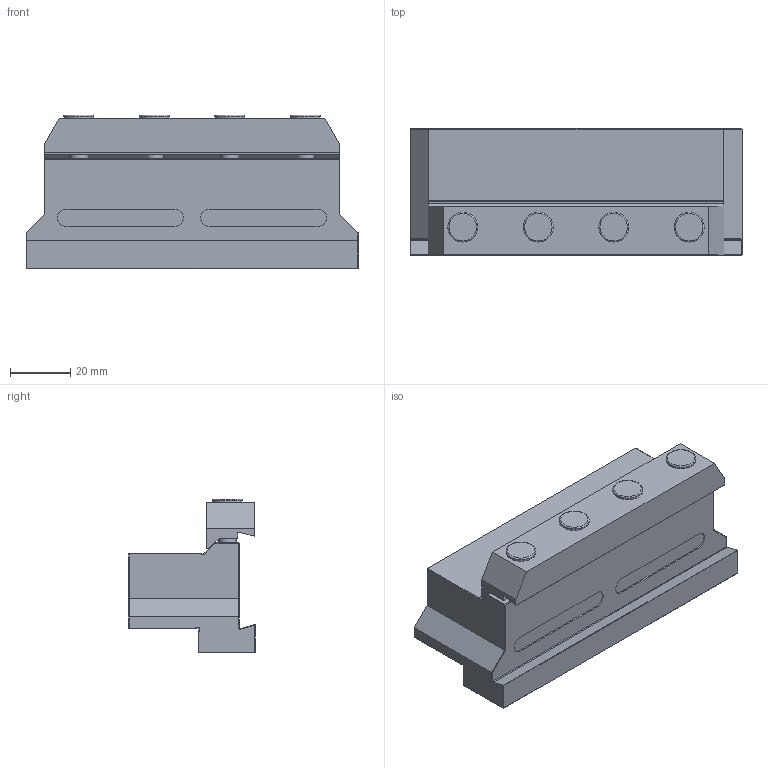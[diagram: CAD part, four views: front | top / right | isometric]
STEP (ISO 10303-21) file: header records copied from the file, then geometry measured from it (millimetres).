
FILE_DESCRIPTION(/* description */ (''),/* implementation_level */ '2;1');
FILE_NAME(/* name */ 'ALBU-25-32-H.stp',/* time_stamp */ '2024-01-02T11:02:56+03:00',/* author */ (''),/* organization */ (''),/* preprocessor_version */ 'ST-DEVELOPER v19.4',/* originating_system */ 'SIEMENS PLM Software NX2306.3001',/* authorisation */ '');
FILE_SCHEMA (('AUTOMOTIVE_DESIGN { 1 0 10303 214 3 1 1 1 }'));
Length unit declared in the file: millimetre
Products named in the file (1): ALBU-25-32-H_objects
Bounding box: 110 x 42 x 51 mm (x, y, z)
Volume: 131888.6 mm3; surface area: 24500.9 mm2
Topology: 1 solids, 1 shells, 118 faces, 278 edges, 164 vertices
Faces by surface type: plane 92, cylinder 16, cone 6, torus 4
Full cylindrical faces by diameter (mm): 5.9 x4, 9.9 x4
Entity records: 3227 total; most frequent: DIRECTION 546, CARTESIAN_POINT 541, ORIENTED_EDGE 524, EDGE_CURVE 262, LINE 216, VECTOR 216, AXIS2_PLACEMENT_3D 165, VERTEX_POINT 160
